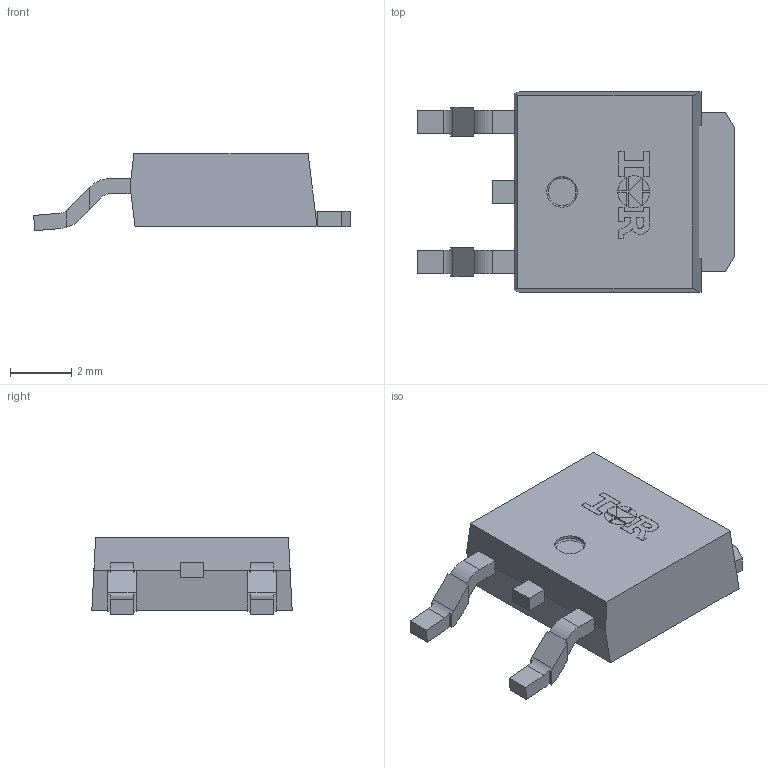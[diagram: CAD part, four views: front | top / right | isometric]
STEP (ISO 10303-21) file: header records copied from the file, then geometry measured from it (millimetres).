
FILE_DESCRIPTION(/* description */ (''),/* implementation_level */ '2;1');
FILE_NAME(/* name */ 'PG-TO252-3-904_Z8B00186678_V01_3D.stp',/* time_stamp */ '2023-09-22T11:08:24+06:00',/* author */ ('Subramani'),/* organization */ (''),/* preprocessor_version */ 'ST-DEVELOPER v16.13',/* originating_system */ 'AutoCAD Mechanical',/* authorisation */ '');
FILE_SCHEMA (('AUTOMOTIVE_DESIGN { 1 0 10303 214 3 1 1 }'));
Length unit declared in the file: millimetre
Products named in the file (1): Product
Bounding box: 10.34 x 6.54 x 2.53 mm (x, y, z)
Volume: 104.2 mm3; surface area: 217.9 mm2
Topology: 11 solids, 11 shells, 156 faces, 394 edges, 261 vertices
Faces by surface type: plane 122, cylinder 33, torus 1
Full cylindrical faces by diameter (mm): 1 x1
Entity records: 4677 total; most frequent: CARTESIAN_POINT 810, ORIENTED_EDGE 784, DIRECTION 777, EDGE_CURVE 392, LINE 321, VECTOR 321, VERTEX_POINT 261, AXIS2_PLACEMENT_3D 228
